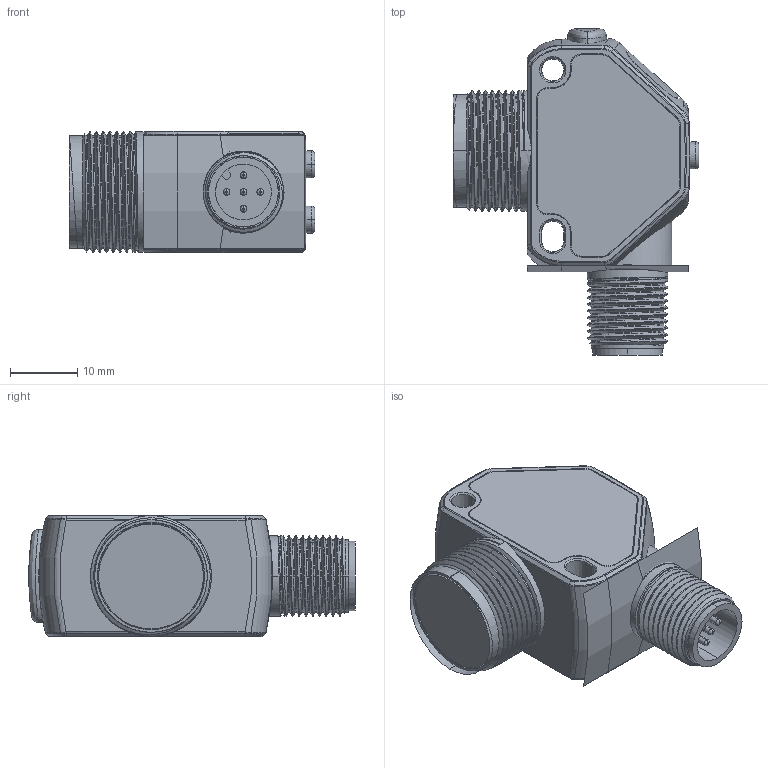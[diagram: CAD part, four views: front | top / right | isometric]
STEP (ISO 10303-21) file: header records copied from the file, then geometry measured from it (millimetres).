
FILE_DESCRIPTION((''),'2;1');
FILE_NAME('180186_ASM','2015-11-13T',('pdmadmin'),(''),'PRO/ENGINEER BY PARAMETRIC TECHNOLOGY CORPORATION, 2013230','PRO/ENGINEER BY PARAMETRIC TECHNOLOGY CORPORATION, 2013230','');
FILE_SCHEMA(('CONFIG_CONTROL_DESIGN'));
Length unit declared in the file: millimetre
Products named in the file (8): 180186_HOUSING; 178435; 177808; 177810; 178434; 41089; 178433; 180186_ASM
Assembly tree (8 placements, depth 2):
  180186_ASM
    180186_HOUSING
    178435  x2
    177808
    177810
    178434
    41089
    178433
Bounding box: 36.51 x 48.51 x 18 mm (x, y, z)
Volume: 15092.2 mm3; surface area: 10822.8 mm2
Topology: 8 solids, 12 shells, 465 faces, 1076 edges, 668 vertices
Faces by surface type: cylinder 169, bspline 129, plane 109, cone 40, torus 18
Entity records: 27988 total; most frequent: CARTESIAN_POINT 18449, ORIENTED_EDGE 2066, DIRECTION 1714, EDGE_CURVE 1044, AXIS2_PLACEMENT_3D 662, VERTEX_POINT 648, EDGE_LOOP 488, FACE_OUTER_BOUND 448
